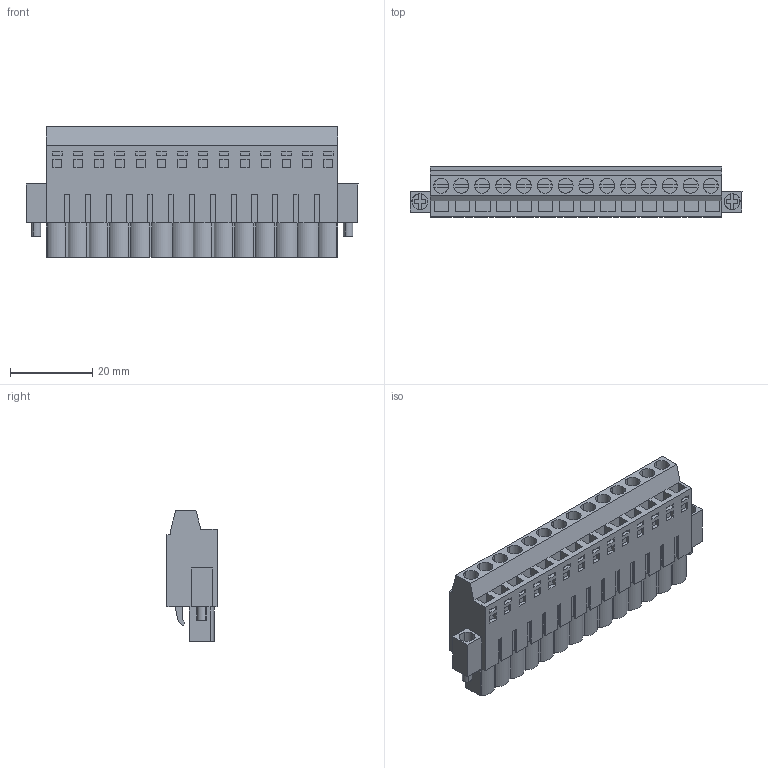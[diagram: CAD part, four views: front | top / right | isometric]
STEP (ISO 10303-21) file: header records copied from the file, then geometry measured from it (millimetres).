
FILE_DESCRIPTION(('CATIA V5 STEP Exchange','CAx-IF Rec.Pracs.--- Model Styling and Organization---1.2---2011-12-15'),'2;1');
FILE_NAME ('D1451007_0_1324870000_1324870000.stp','2017-10-31T20:20:02+00:00',('none'),('Weidmueller'),'CATIA Version 5-6 Release 2014','CATIA V5 STEP AP214','none');
FILE_SCHEMA(('AUTOMOTIVE_DESIGN { 1 0 10303 214 1 1 1 1 }'));
Length unit declared in the file: millimetre
Products named in the file (1): 1324870000
Bounding box: 80.92 x 12.2 x 31.8 mm (x, y, z)
Volume: 19490.5 mm3; surface area: 11357 mm2
Topology: 17 solids, 17 shells, 967 faces, 2680 edges, 1825 vertices
Faces by surface type: plane 827, cylinder 140
Entity records: 29671 total; most frequent: CARTESIAN_POINT 5434, ORIENTED_EDGE 5360, DIRECTION 3863, EDGE_CURVE 2680, VECTOR 2336, LINE 2336, VERTEX_POINT 1825, EDGE_LOOP 1049
